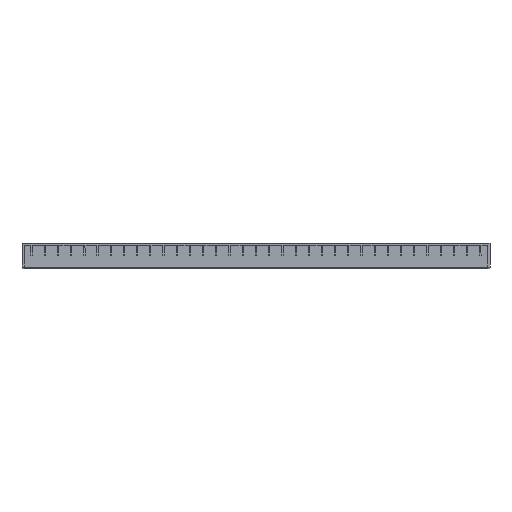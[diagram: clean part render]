
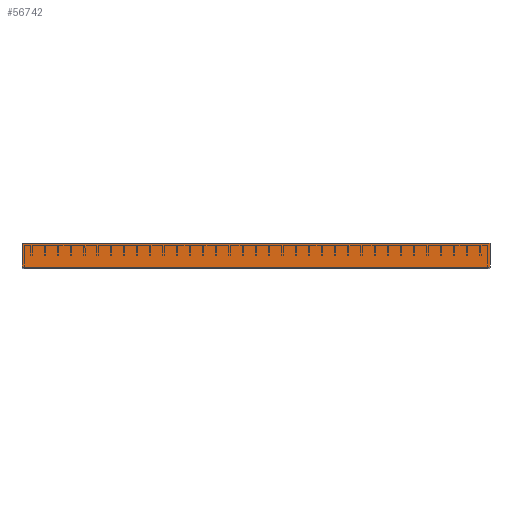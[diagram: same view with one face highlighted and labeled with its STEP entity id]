
A CAD part, top view. The second image highlights one B-rep face of the part: STEP entity #56742.
In plain terms, the highlighted planar face has unit normal (0, 0, 1).
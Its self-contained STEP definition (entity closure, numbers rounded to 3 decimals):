
#823 = CARTESIAN_POINT ( 'NONE',  ( 390., 10., 0. ) ) ;
#5181 = EDGE_CURVE ( 'NONE', #28344, #113822, #67658, .T. ) ;
#10399 = VECTOR ( 'NONE', #68581, 1000. ) ;
#12884 = CARTESIAN_POINT ( 'NONE',  ( 0., -3.333, 0. ) ) ;
#15648 = DIRECTION ( 'NONE',  ( 0., 0., -1. ) ) ;
#16093 = PLANE ( 'NONE',  #92877 ) ;
#26903 = CARTESIAN_POINT ( 'NONE',  ( 390., 10., 0. ) ) ;
#26911 = FACE_OUTER_BOUND ( 'NONE', #127306, .T. ) ;
#28344 = VERTEX_POINT ( 'NONE', #78489 ) ;
#33461 = CARTESIAN_POINT ( 'NONE',  ( 0., 3.333, 0. ) ) ;
#37235 = VECTOR ( 'NONE', #90952, 1000. ) ;
#38583 = EDGE_CURVE ( 'NONE', #28344, #90258, #132410, .T. ) ;
#40528 = EDGE_CURVE ( 'NONE', #86727, #113822, #62824, .T. ) ;
#46307 = VECTOR ( 'NONE', #108549, 1000. ) ;
#53827 = CARTESIAN_POINT ( 'NONE',  ( 390., -10., 0. ) ) ;
#56742 = ADVANCED_FACE ( 'NONE', ( #26911 ), #16093, .F. ) ;
#56797 = DIRECTION ( 'NONE',  ( 0., 1., 0. ) ) ;
#62824 = B_SPLINE_CURVE_WITH_KNOTS ( 'NONE', 3,
 ( #105226, #12884, #33461, #65175 ),
 .UNSPECIFIED., .F., .F.,
 ( 4, 4 ),
 ( 0., 1. ),
 .UNSPECIFIED. ) ;
#63995 = EDGE_CURVE ( 'NONE', #90258, #86727, #85743, .T. ) ;
#65175 = CARTESIAN_POINT ( 'NONE',  ( 0., 10., 0. ) ) ;
#67658 = LINE ( 'NONE', #823, #37235 ) ;
#68581 = DIRECTION ( 'NONE',  ( -1., 0., 0. ) ) ;
#77767 = ORIENTED_EDGE ( 'NONE', *, *, #5181, .T. ) ;
#78489 = CARTESIAN_POINT ( 'NONE',  ( 390., 10., 0. ) ) ;
#85743 = LINE ( 'NONE', #97480, #10399 ) ;
#86727 = VERTEX_POINT ( 'NONE', #94759 ) ;
#90258 = VERTEX_POINT ( 'NONE', #53827 ) ;
#90952 = DIRECTION ( 'NONE',  ( -1., 0., 0. ) ) ;
#92877 = AXIS2_PLACEMENT_3D ( 'NONE', #109327, #15648, #56797 ) ;
#94759 = CARTESIAN_POINT ( 'NONE',  ( 0., -10., 0. ) ) ;
#97480 = CARTESIAN_POINT ( 'NONE',  ( 390., -10., 0. ) ) ;
#105226 = CARTESIAN_POINT ( 'NONE',  ( 0., -10., 0. ) ) ;
#108549 = DIRECTION ( 'NONE',  ( 0., -1., 0. ) ) ;
#109327 = CARTESIAN_POINT ( 'NONE',  ( 390., 10., 0. ) ) ;
#111506 = ORIENTED_EDGE ( 'NONE', *, *, #63995, .F. ) ;
#113822 = VERTEX_POINT ( 'NONE', #127889 ) ;
#124716 = ORIENTED_EDGE ( 'NONE', *, *, #40528, .F. ) ;
#126879 = ORIENTED_EDGE ( 'NONE', *, *, #38583, .F. ) ;
#127306 = EDGE_LOOP ( 'NONE', ( #77767, #124716, #111506, #126879 ) ) ;
#127889 = CARTESIAN_POINT ( 'NONE',  ( 0., 10., 0. ) ) ;
#132410 = LINE ( 'NONE', #26903, #46307 ) ;
